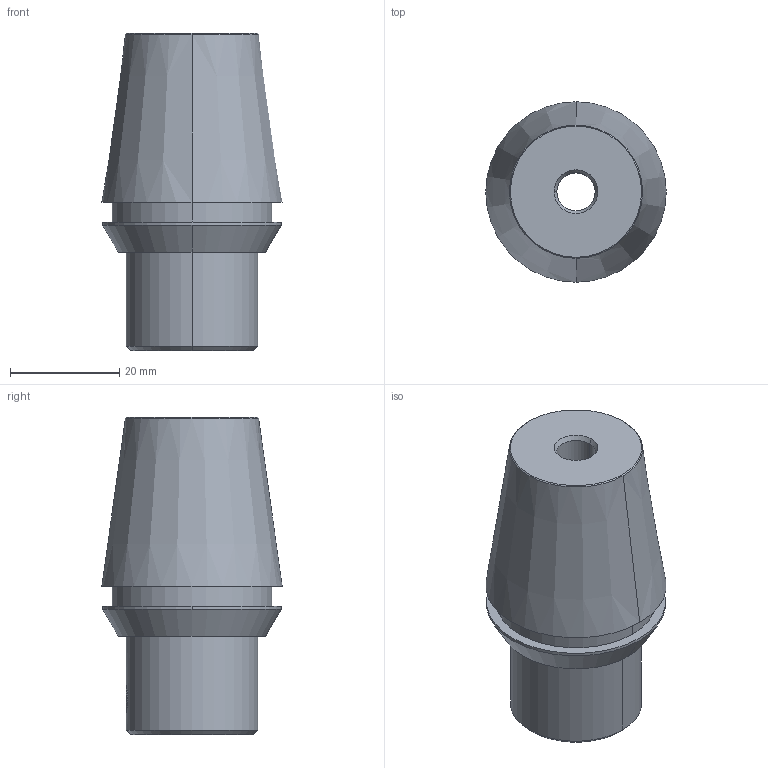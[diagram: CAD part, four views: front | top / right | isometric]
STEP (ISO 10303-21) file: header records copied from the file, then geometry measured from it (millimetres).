
FILE_DESCRIPTION(('no description'),'unknown implementation level');
FILE_NAME('DFC7B688-83FA-45A9-AAEE-0A42B995D352_export.stp',' ',('CIMSOURCE GmbH'),('CADClick - KiM GmbH - www.kimweb.de'),'unknown preprocess','ACIS','unknown authorization');
FILE_SCHEMA(('automotive_design'));
Length unit declared in the file: millimetre
Products named in the file (2): 335.132 Kaiser ER- Adapter ER32xCKB2x50 DIN 6499B|690.432 Kaiser ETL M5 X 6,5 CK2;Schnitt-Linear austragen2; 335.132 Kaiser ER- Adapter ER32xCKB2x50 DIN 6499B|335.132 Kaiser ER- Adapter ER32xCKB2x50 DIN 6499B;<N242.12 Aufnahme CKB2>-< Schleifen CK-Aufnahme>
Bounding box: 33 x 33 x 58 mm (x, y, z)
Volume: 30046.3 mm3; surface area: 8231.6 mm2
Topology: 2 solids, 2 shells, 79 faces, 184 edges, 109 vertices
Faces by surface type: cone 30, plane 29, cylinder 20
Entity records: 4503 total; most frequent: CARTESIAN_POINT 537, DIRECTION 412, STYLED_ITEM 372, PRESENTATION_STYLE_ASSIGNMENT 372, COLOUR_RGB 372, ORIENTED_EDGE 364, EDGE_CURVE 182, CURVE_STYLE 182
